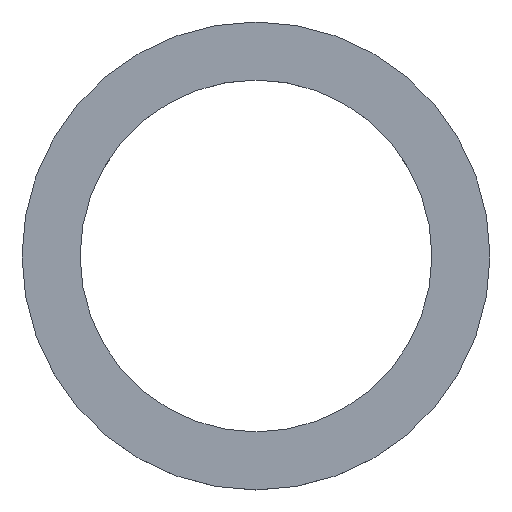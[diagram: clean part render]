
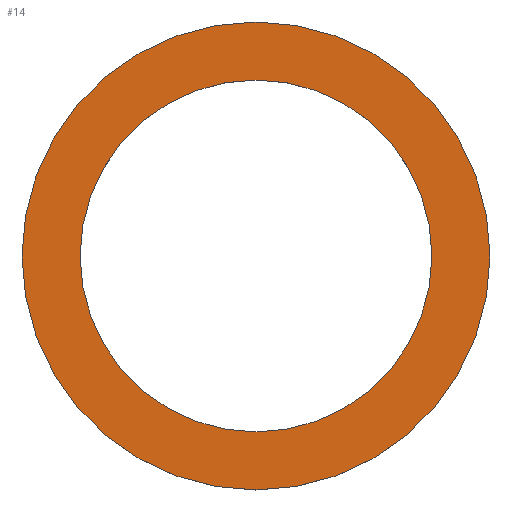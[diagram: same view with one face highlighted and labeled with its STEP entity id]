
A CAD part, top view. The second image highlights one B-rep face of the part: STEP entity #14.
In plain terms, the highlighted planar face has unit normal (0, 0, 1).
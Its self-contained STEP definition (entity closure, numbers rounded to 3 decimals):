
#1 = EDGE_LOOP ( 'NONE', ( #60, #84 ) ) ;
#5 = CARTESIAN_POINT ( 'NONE',  ( 0., 0., 1. ) ) ;
#10 = AXIS2_PLACEMENT_3D ( 'NONE', #36, #74, #89 ) ;
#14 = ADVANCED_FACE ( 'NONE', ( #106, #145 ), #104, .T. ) ;
#15 = DIRECTION ( 'NONE',  ( 0., 0., 1. ) ) ;
#25 = VERTEX_POINT ( 'NONE', #144 ) ;
#26 = AXIS2_PLACEMENT_3D ( 'NONE', #207, #15, #132 ) ;
#29 = DIRECTION ( 'NONE',  ( 1., 0., 0. ) ) ;
#36 = CARTESIAN_POINT ( 'NONE',  ( 0., 0., 1. ) ) ;
#37 = AXIS2_PLACEMENT_3D ( 'NONE', #5, #234, #29 ) ;
#41 = EDGE_CURVE ( 'NONE', #25, #77, #47, .T. ) ;
#43 = VERTEX_POINT ( 'NONE', #130 ) ;
#45 = AXIS2_PLACEMENT_3D ( 'NONE', #223, #189, #220 ) ;
#47 = CIRCLE ( 'NONE', #45, 12.7 ) ;
#50 = DIRECTION ( 'NONE',  ( 0., 0., 1. ) ) ;
#60 = ORIENTED_EDGE ( 'NONE', *, *, #140, .F. ) ;
#67 = EDGE_LOOP ( 'NONE', ( #121, #202 ) ) ;
#74 = DIRECTION ( 'NONE',  ( 0., 0., 1. ) ) ;
#77 = VERTEX_POINT ( 'NONE', #240 ) ;
#78 = CIRCLE ( 'NONE', #174, 9.55 ) ;
#84 = ORIENTED_EDGE ( 'NONE', *, *, #85, .F. ) ;
#85 = EDGE_CURVE ( 'NONE', #43, #239, #78, .T. ) ;
#89 = DIRECTION ( 'NONE',  ( 1., 0., 0. ) ) ;
#104 = PLANE ( 'NONE',  #37 ) ;
#106 = FACE_OUTER_BOUND ( 'NONE', #67, .T. ) ;
#112 = CIRCLE ( 'NONE', #10, 9.55 ) ;
#121 = ORIENTED_EDGE ( 'NONE', *, *, #182, .T. ) ;
#128 = DIRECTION ( 'NONE',  ( 1., 0., 0. ) ) ;
#130 = CARTESIAN_POINT ( 'NONE',  ( 9.55, 0., 1. ) ) ;
#132 = DIRECTION ( 'NONE',  ( 1., 0., 0. ) ) ;
#140 = EDGE_CURVE ( 'NONE', #239, #43, #112, .T. ) ;
#144 = CARTESIAN_POINT ( 'NONE',  ( 12.7, 0., 1. ) ) ;
#145 = FACE_BOUND ( 'NONE', #1, .T. ) ;
#167 = CARTESIAN_POINT ( 'NONE',  ( 0., 0., 1. ) ) ;
#174 = AXIS2_PLACEMENT_3D ( 'NONE', #167, #50, #128 ) ;
#182 = EDGE_CURVE ( 'NONE', #77, #25, #242, .T. ) ;
#186 = CARTESIAN_POINT ( 'NONE',  ( -9.55, 0., 1. ) ) ;
#189 = DIRECTION ( 'NONE',  ( 0., 0., 1. ) ) ;
#202 = ORIENTED_EDGE ( 'NONE', *, *, #41, .T. ) ;
#207 = CARTESIAN_POINT ( 'NONE',  ( 0., 0., 1. ) ) ;
#220 = DIRECTION ( 'NONE',  ( 1., 0., 0. ) ) ;
#223 = CARTESIAN_POINT ( 'NONE',  ( 0., 0., 1. ) ) ;
#234 = DIRECTION ( 'NONE',  ( 0., 0., 1. ) ) ;
#239 = VERTEX_POINT ( 'NONE', #186 ) ;
#240 = CARTESIAN_POINT ( 'NONE',  ( -12.7, 0., 1. ) ) ;
#242 = CIRCLE ( 'NONE', #26, 12.7 ) ;
